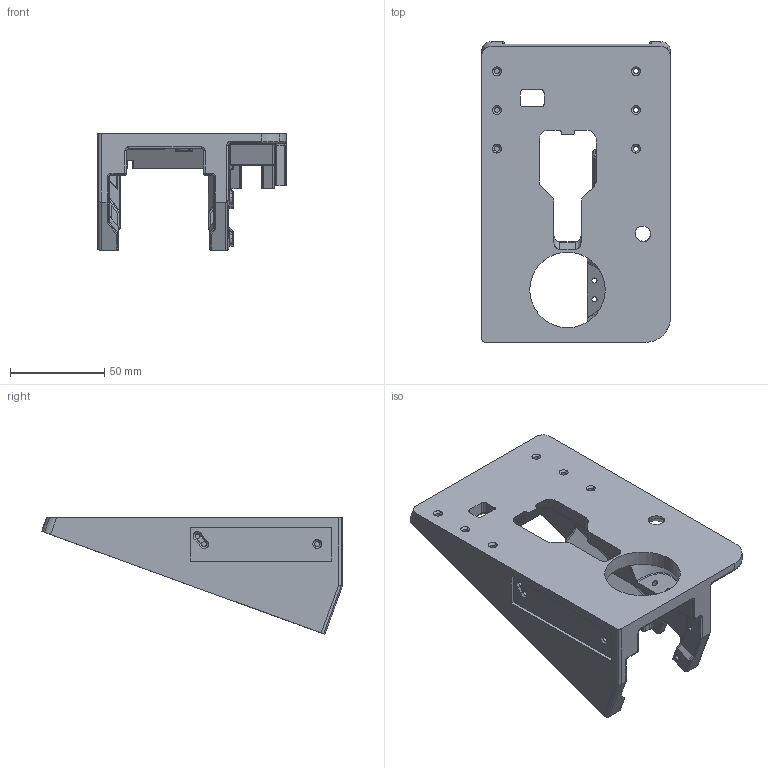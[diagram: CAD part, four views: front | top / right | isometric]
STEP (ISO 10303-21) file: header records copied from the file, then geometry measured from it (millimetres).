
FILE_DESCRIPTION(('STEP AP214'),'1');
FILE_NAME('Structure_pocket..stp','2024-01-30T08:31:39',(' '),(' '),'Spatial InterOp 3D',' ',' ');
FILE_SCHEMA(('AUTOMOTIVE_DESIGN { 1 0 10303 214 1 1 1 1 }'));
Length unit declared in the file: metre
Products named in the file (1): Structure_pocket
Bounding box: 100 x 159.37 x 61.79 mm (x, y, z)
Volume: 173732.4 mm3; surface area: 58009.7 mm2
Topology: 1 solids, 1 shells, 967 faces, 2469 edges, 1489 vertices
Faces by surface type: cylinder 572, plane 152, torus 72, bspline 67, cone 62, sphere 41, revolution 1
Entity records: 47425 total; most frequent: CARTESIAN_POINT 23721, DIRECTION 5326, ORIENTED_EDGE 4872, EDGE_CURVE 2436, AXIS2_PLACEMENT_3D 2167, VERTEX_POINT 1489, EDGE_LOOP 1013, CIRCLE 997
